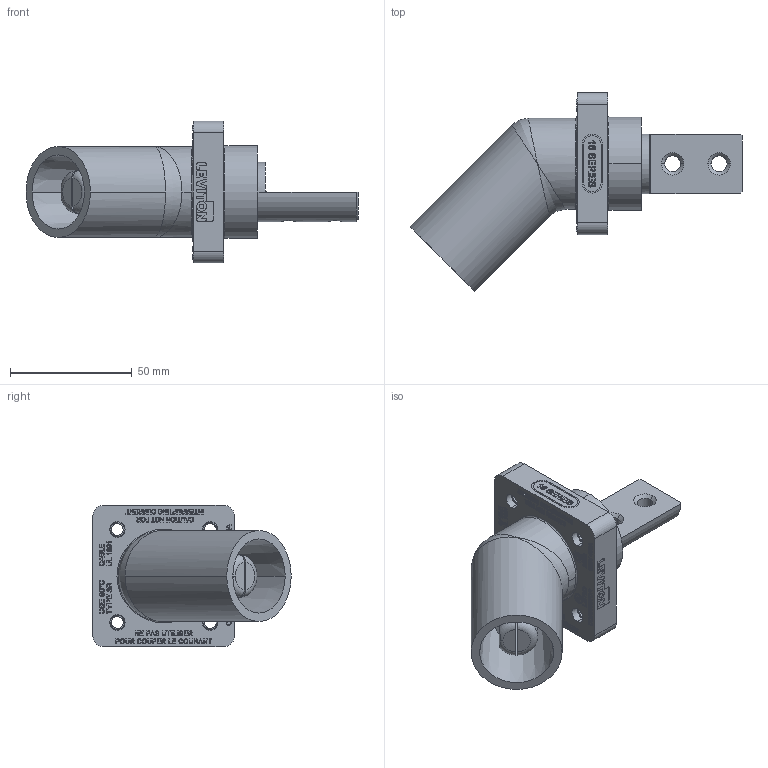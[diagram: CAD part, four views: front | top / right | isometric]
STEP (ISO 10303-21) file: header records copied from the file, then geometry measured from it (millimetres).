
FILE_DESCRIPTION (( 'STEP AP214' ), '1' );
FILE_NAME ('ORC6446-M01.STEP', '2025-06-16T15:19:47', ( '' ), ( '' ), 'SwSTEP 2.0', 'SolidWorks 2024', '' );
FILE_SCHEMA (( 'AUTOMOTIVE_DESIGN' ));
Length unit declared in the file: inch
Products named in the file (1): ORC6446-M01
Bounding box: 136.14 x 81.33 x 58.17 mm (x, y, z)
Volume: 136154.2 mm3; surface area: 52823.6 mm2
Topology: 10 solids, 10 shells, 2745 faces, 7020 edges, 4496 vertices
Faces by surface type: plane 1343, bspline 734, cylinder 434, torus 83, cone 79, sphere 72
Entity records: 127908 total; most frequent: CARTESIAN_POINT 65957, ORIENTED_EDGE 13992, DIRECTION 10499, EDGE_CURVE 6996, VERTEX_POINT 4496, LINE 4379, VECTOR 4379, AXIS2_PLACEMENT_3D 3060
